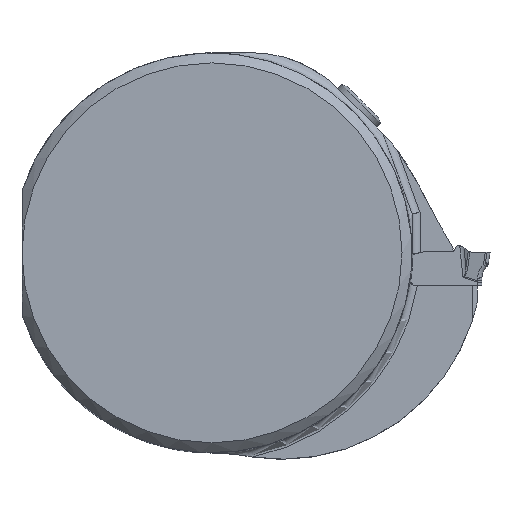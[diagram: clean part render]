
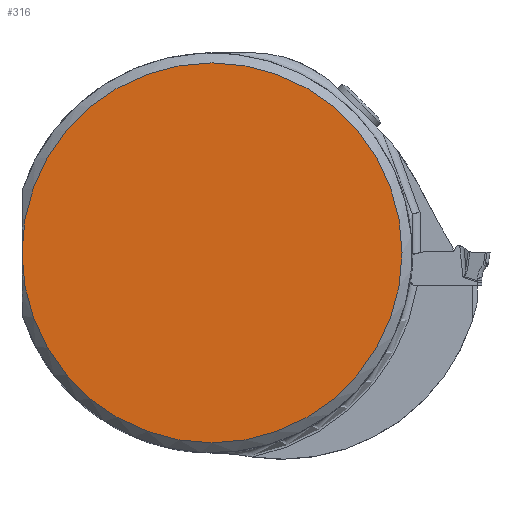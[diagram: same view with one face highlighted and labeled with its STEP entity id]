
A CAD part, top view. The second image highlights one B-rep face of the part: STEP entity #316.
In plain terms, the highlighted planar face has unit normal (0, 0, 1).
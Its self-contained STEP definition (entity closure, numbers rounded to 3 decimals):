
#184=FACE_OUTER_BOUND('',#569,.T.);
#316=ADVANCED_FACE('',(#184),#448,.F.);
#448=PLANE('',#2523);
#510=CIRCLE('',#2520,19.);
#569=EDGE_LOOP('',(#904));
#904=ORIENTED_EDGE('',*,*,#1799,.T.);
#1577=VERTEX_POINT('',#3403);
#1799=EDGE_CURVE('',#1577,#1577,#510,.T.);
#2520=AXIS2_PLACEMENT_3D('',#3404,#2766,#2767);
#2523=AXIS2_PLACEMENT_3D('',#3443,#2772,#2773);
#2766=DIRECTION('',(0.,0.,1.));
#2767=DIRECTION('',(1.,0.,0.));
#2772=DIRECTION('',(0.,0.,-1.));
#2773=DIRECTION('',(1.,0.,0.));
#3403=CARTESIAN_POINT('',(-19.,0.,0.325));
#3404=CARTESIAN_POINT('',(0.,0.,0.325));
#3443=CARTESIAN_POINT('',(0.,0.,0.325));
